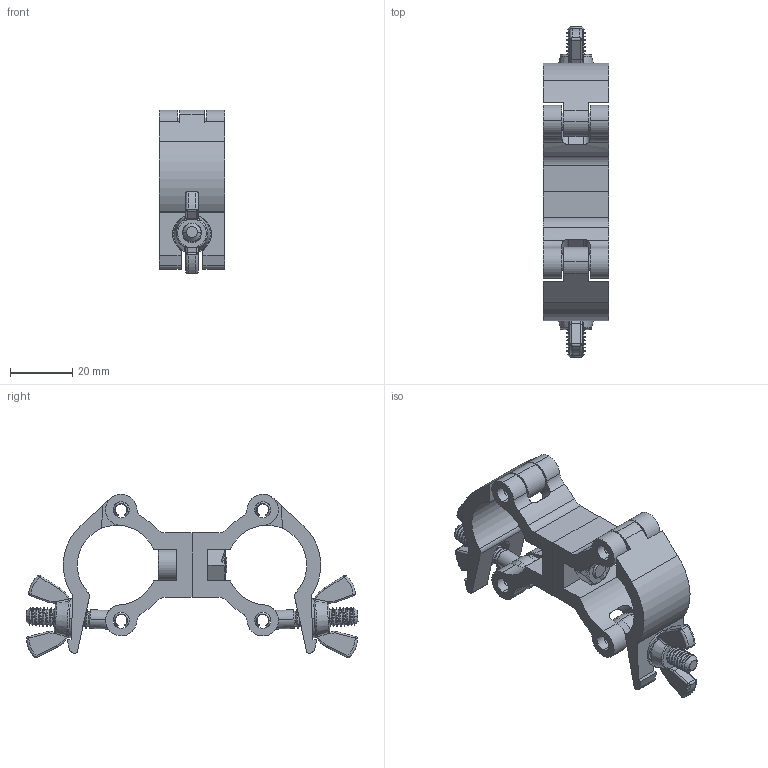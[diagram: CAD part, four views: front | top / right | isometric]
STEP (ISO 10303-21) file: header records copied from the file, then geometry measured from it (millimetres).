
FILE_DESCRIPTION (( 'STEP AP203' ), '1' );
FILE_NAME ('T58880 & T5888001.STEP', '2018-08-13T13:34:46', ( '' ), ( '' ), 'SwSTEP 2.0', 'SolidWorks 2016', '' );
FILE_SCHEMA (( 'CONFIG_CONTROL_DESIGN' ));
Length unit declared in the file: millimetre
Products named in the file (15): F772; TH133; spring pin slotted_hd_doughty fastners - stainless_Spring Pin ISO 8752 - 3 x 8St; TH655_TH655; Binx Nut_M6YELL; T58880 & T5888001; Socket Head Cap Screw_Doughty Fastners_ISO 4762 M6 x 16 --- 16S; TH2010; T78015; TH1748; TH2009_21MM WIDE; F880_F880 M6 Wing Nut; B Washer_Bright washer BS 4320 - M6 (Form B)
Assembly tree (19 placements, depth 3):
  T58880 & T5888001
    TH655_TH655
      TH2010
    TH133  x2
      TH2009_21MM WIDE
    T78015  x2
      TH1748
      B Washer_Bright washer BS 4320 - M6 (Form B)
      F880_F880 M6 Wing Nut
    F772  x4
    TH655_TH655
      TH2010
    Socket Head Cap Screw_Doughty Fastners_ISO 4762 M6 x 16 --- 16S
    Binx Nut_M6YELL
    spring pin slotted_hd_doughty fastners - stainless_Spring Pin ISO 8752 - 3 x 8St
Bounding box: 20.9 x 106.59 x 52.51 mm (x, y, z)
Volume: 27599.7 mm3; surface area: 22074.5 mm2
Topology: 17 solids, 17 shells, 1131 faces, 2597 edges, 1514 vertices
Faces by surface type: cone 345, torus 303, cylinder 239, plane 180, bspline 64
Entity records: 22056 total; most frequent: CARTESIAN_POINT 4688, DIRECTION 3606, ORIENTED_EDGE 3142, EDGE_CURVE 1571, AXIS2_PLACEMENT_3D 1528, VERTEX_POINT 940, CIRCLE 865, EDGE_LOOP 719
